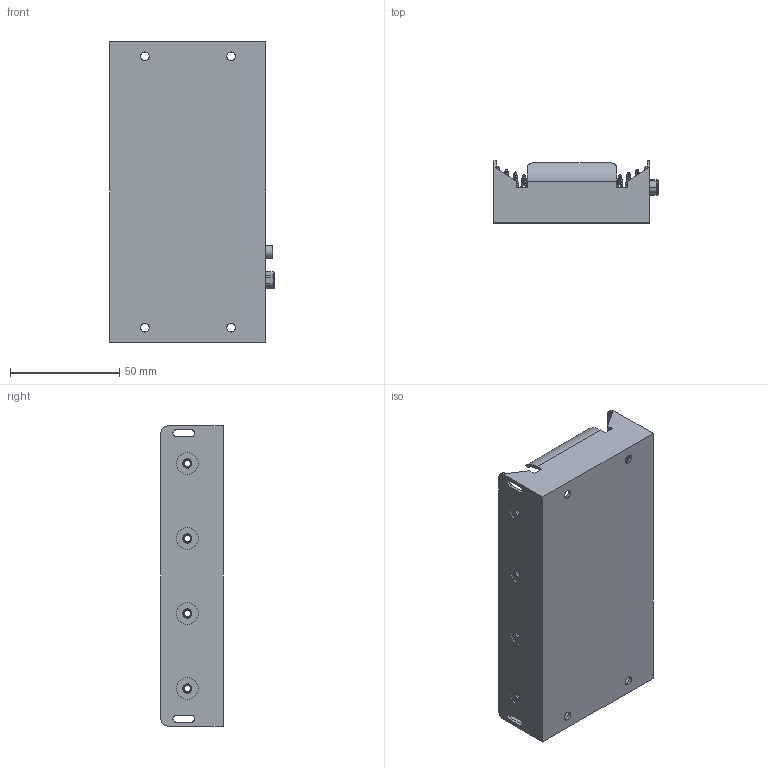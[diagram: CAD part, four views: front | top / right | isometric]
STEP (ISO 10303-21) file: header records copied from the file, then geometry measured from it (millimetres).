
FILE_DESCRIPTION (( 'STEP AP214' ), '1' );
FILE_NAME ('BH4DSF.STEP', '2020-01-05T13:06:14', ( '' ), ( '' ), 'SwSTEP 2.0', 'SolidWorks 2017', '' );
FILE_SCHEMA (( 'AUTOMOTIVE_DESIGN' ));
Length unit declared in the file: millimetre
Products named in the file (1): BH4DSF
Bounding box: 75.2 x 28.5 x 137.5 mm (x, y, z)
Volume: 40305.3 mm3; surface area: 50135.3 mm2
Topology: 14 solids, 14 shells, 628 faces, 1528 edges, 988 vertices
Faces by surface type: plane 328, cylinder 213, torus 71, bspline 16
Entity records: 29198 total; most frequent: CARTESIAN_POINT 13767, DIRECTION 3295, ORIENTED_EDGE 3056, EDGE_CURVE 1528, AXIS2_PLACEMENT_3D 1202, VERTEX_POINT 988, LINE 891, VECTOR 891
